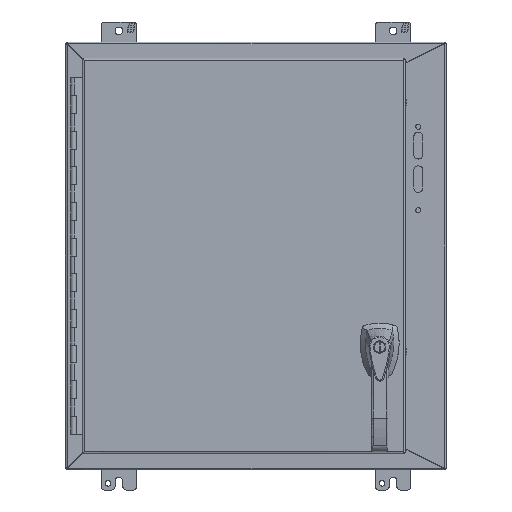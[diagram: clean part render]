
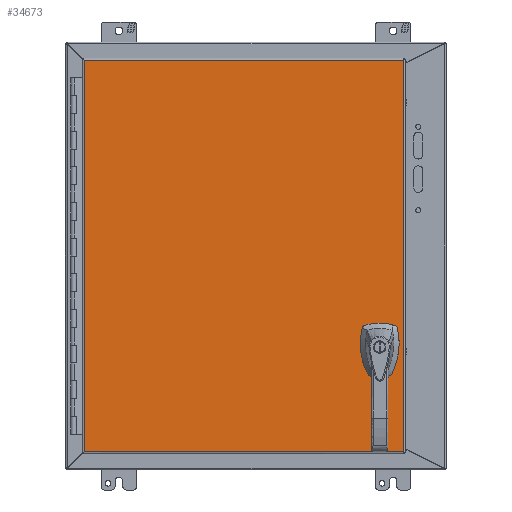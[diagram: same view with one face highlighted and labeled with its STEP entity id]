
A CAD part, front view. The second image highlights one B-rep face of the part: STEP entity #34673.
In plain terms, the highlighted planar face has unit normal (0, -1, 0).
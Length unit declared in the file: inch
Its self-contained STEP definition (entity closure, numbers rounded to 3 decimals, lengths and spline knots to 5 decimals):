
#583 = AXIS2_PLACEMENT_3D ( 'NONE', #34706, #17038, #5406 ) ;
#4915 = CARTESIAN_POINT ( 'NONE',  ( -9.7135, -8.87513, 10.986 ) ) ;
#5169 = DIRECTION ( 'NONE',  ( 1., 0., 0. ) ) ;
#5225 = VECTOR ( 'NONE', #43240, 39.37008 ) ;
#5406 = DIRECTION ( 'NONE',  ( 0., 0., -1. ) ) ;
#6454 = CARTESIAN_POINT ( 'NONE',  ( 6.9735, -8.87513, -5.109 ) ) ;
#7245 = ORIENTED_EDGE ( 'NONE', *, *, #49933, .T. ) ;
#7277 = EDGE_CURVE ( 'NONE', #13802, #13802, #65291, .T. ) ;
#7677 = ORIENTED_EDGE ( 'NONE', *, *, #59992, .T. ) ;
#9184 = CARTESIAN_POINT ( 'NONE',  ( 7.369, -8.87513, -5.30746 ) ) ;
#10137 = DIRECTION ( 'NONE',  ( 0., 0., -1. ) ) ;
#10578 = EDGE_CURVE ( 'NONE', #70988, #63132, #37889, .T. ) ;
#11560 = EDGE_CURVE ( 'NONE', #64887, #70988, #43032, .T. ) ;
#11744 = EDGE_CURVE ( 'NONE', #29792, #27056, #19481, .T. ) ;
#11785 = VECTOR ( 'NONE', #12252, 39.37008 ) ;
#12252 = DIRECTION ( 'NONE',  ( 0., 0., -1. ) ) ;
#12959 = EDGE_CURVE ( 'NONE', #63132, #77761, #16461, .T. ) ;
#13802 = VERTEX_POINT ( 'NONE', #84899 ) ;
#16461 = CIRCLE ( 'NONE', #74281, 0.4425 ) ;
#17038 = DIRECTION ( 'NONE',  ( 0., 1., 0. ) ) ;
#17336 = VERTEX_POINT ( 'NONE', #36989 ) ;
#17425 = FACE_BOUND ( 'NONE', #82880, .T. ) ;
#17480 = CARTESIAN_POINT ( 'NONE',  ( 7.17196, -8.87513, -4.7135 ) ) ;
#17512 = DIRECTION ( 'NONE',  ( 1., 0., 0. ) ) ;
#17857 = EDGE_CURVE ( 'NONE', #77761, #58617, #74456, .T. ) ;
#17955 = AXIS2_PLACEMENT_3D ( 'NONE', #69980, #42867, #10137 ) ;
#18396 = DIRECTION ( 'NONE',  ( 0., 0., -1. ) ) ;
#19481 = CIRCLE ( 'NONE', #81441, 0.4425 ) ;
#19939 = DIRECTION ( 'NONE',  ( 0., 0., 1. ) ) ;
#20186 = ORIENTED_EDGE ( 'NONE', *, *, #79337, .T. ) ;
#20584 = VECTOR ( 'NONE', #82605, 39.37008 ) ;
#20764 = EDGE_CURVE ( 'NONE', #58617, #27462, #54821, .T. ) ;
#23020 = FACE_BOUND ( 'NONE', #23193, .T. ) ;
#23193 = EDGE_LOOP ( 'NONE', ( #20186, #59341, #78420, #31784, #73259, #35323, #79640, #39367 ) ) ;
#23604 = DIRECTION ( 'NONE',  ( 0., 1., 0. ) ) ;
#24060 = CARTESIAN_POINT ( 'NONE',  ( -9.7135, -8.87513, -4.7135 ) ) ;
#24985 = CARTESIAN_POINT ( 'NONE',  ( -9.6055, -8.87513, -10.986 ) ) ;
#27042 = CARTESIAN_POINT ( 'NONE',  ( 6.578, -8.87513, -5.30746 ) ) ;
#27056 = VERTEX_POINT ( 'NONE', #27042 ) ;
#27377 = VECTOR ( 'NONE', #19939, 39.37008 ) ;
#27462 = VERTEX_POINT ( 'NONE', #38099 ) ;
#27471 = DIRECTION ( 'NONE',  ( 0., 1., 0. ) ) ;
#28232 = VECTOR ( 'NONE', #61963, 39.37008 ) ;
#28779 = DIRECTION ( 'NONE',  ( 0., 0., -1. ) ) ;
#29792 = VERTEX_POINT ( 'NONE', #73525 ) ;
#31784 = ORIENTED_EDGE ( 'NONE', *, *, #11560, .T. ) ;
#32998 = VECTOR ( 'NONE', #82148, 39.37008 ) ;
#34673 = ADVANCED_FACE ( 'NONE', ( #23020, #75214, #17425 ), #75644, .T. ) ;
#34706 = CARTESIAN_POINT ( 'NONE',  ( 6.9735, -8.87513, -6.447 ) ) ;
#34926 = EDGE_LOOP ( 'NONE', ( #7245, #78123, #83669, #7677 ) ) ;
#35323 = ORIENTED_EDGE ( 'NONE', *, *, #12959, .T. ) ;
#36989 = CARTESIAN_POINT ( 'NONE',  ( -9.6055, -8.87513, 10.986 ) ) ;
#37889 = LINE ( 'NONE', #24060, #58030 ) ;
#38099 = CARTESIAN_POINT ( 'NONE',  ( 7.17196, -8.87513, -5.5045 ) ) ;
#38942 = AXIS2_PLACEMENT_3D ( 'NONE', #6454, #27471, #53867 ) ;
#39367 = ORIENTED_EDGE ( 'NONE', *, *, #20764, .T. ) ;
#42867 = DIRECTION ( 'NONE',  ( 0., -1., 0. ) ) ;
#43032 = CIRCLE ( 'NONE', #38942, 0.4425 ) ;
#43240 = DIRECTION ( 'NONE',  ( -1., 0., 0. ) ) ;
#43421 = DIRECTION ( 'NONE',  ( 0., 1., 0. ) ) ;
#43471 = VERTEX_POINT ( 'NONE', #24985 ) ;
#45440 = LINE ( 'NONE', #79034, #11785 ) ;
#46172 = CARTESIAN_POINT ( 'NONE',  ( 7.369, -8.87513, -4.91054 ) ) ;
#48966 = LINE ( 'NONE', #62766, #32998 ) ;
#48996 = CARTESIAN_POINT ( 'NONE',  ( -9.7135, -8.87513, -5.5045 ) ) ;
#49416 = LINE ( 'NONE', #70065, #78723 ) ;
#49933 = EDGE_CURVE ( 'NONE', #70100, #76065, #48966, .T. ) ;
#51122 = CARTESIAN_POINT ( 'NONE',  ( 6.578, -8.87513, -4.91054 ) ) ;
#53867 = DIRECTION ( 'NONE',  ( 0., 0., -1. ) ) ;
#54035 = CARTESIAN_POINT ( 'NONE',  ( 8.3035, -8.87513, -10.986 ) ) ;
#54821 = CIRCLE ( 'NONE', #79534, 0.4425 ) ;
#56403 = CARTESIAN_POINT ( 'NONE',  ( 6.9735, -8.87513, -5.109 ) ) ;
#58030 = VECTOR ( 'NONE', #5169, 39.37008 ) ;
#58617 = VERTEX_POINT ( 'NONE', #9184 ) ;
#59341 = ORIENTED_EDGE ( 'NONE', *, *, #11744, .T. ) ;
#59624 = CARTESIAN_POINT ( 'NONE',  ( 6.9735, -8.87513, -5.109 ) ) ;
#59992 = EDGE_CURVE ( 'NONE', #43471, #70100, #49416, .T. ) ;
#61963 = DIRECTION ( 'NONE',  ( 0., 0., -1. ) ) ;
#62766 = CARTESIAN_POINT ( 'NONE',  ( 8.3035, -8.87513, -11.094 ) ) ;
#63132 = VERTEX_POINT ( 'NONE', #17480 ) ;
#63916 = LINE ( 'NONE', #4915, #5225 ) ;
#63955 = CARTESIAN_POINT ( 'NONE',  ( 7.369, -8.87513, -11.094 ) ) ;
#64887 = VERTEX_POINT ( 'NONE', #51122 ) ;
#65291 = CIRCLE ( 'NONE', #583, 0.167 ) ;
#69980 = CARTESIAN_POINT ( 'NONE',  ( -9.7135, -8.87513, -11.094 ) ) ;
#70065 = CARTESIAN_POINT ( 'NONE',  ( -9.7135, -8.87513, -10.986 ) ) ;
#70100 = VERTEX_POINT ( 'NONE', #54035 ) ;
#70559 = EDGE_CURVE ( 'NONE', #17336, #43471, #45440, .T. ) ;
#70988 = VERTEX_POINT ( 'NONE', #82026 ) ;
#72065 = CARTESIAN_POINT ( 'NONE',  ( 6.578, -8.87513, -11.094 ) ) ;
#72201 = EDGE_CURVE ( 'NONE', #76065, #17336, #63916, .T. ) ;
#72495 = LINE ( 'NONE', #72065, #27377 ) ;
#72941 = DIRECTION ( 'NONE',  ( 0., 0., -1. ) ) ;
#73259 = ORIENTED_EDGE ( 'NONE', *, *, #10578, .T. ) ;
#73525 = CARTESIAN_POINT ( 'NONE',  ( 6.77504, -8.87513, -5.5045 ) ) ;
#74281 = AXIS2_PLACEMENT_3D ( 'NONE', #59624, #80267, #72941 ) ;
#74456 = LINE ( 'NONE', #63955, #28232 ) ;
#75214 = FACE_OUTER_BOUND ( 'NONE', #34926, .T. ) ;
#75644 = PLANE ( 'NONE',  #17955 ) ;
#76065 = VERTEX_POINT ( 'NONE', #82447 ) ;
#77761 = VERTEX_POINT ( 'NONE', #46172 ) ;
#78123 = ORIENTED_EDGE ( 'NONE', *, *, #72201, .T. ) ;
#78420 = ORIENTED_EDGE ( 'NONE', *, *, #78460, .T. ) ;
#78460 = EDGE_CURVE ( 'NONE', #27056, #64887, #72495, .T. ) ;
#78723 = VECTOR ( 'NONE', #17512, 39.37008 ) ;
#79034 = CARTESIAN_POINT ( 'NONE',  ( -9.6055, -8.87513, -11.094 ) ) ;
#79337 = EDGE_CURVE ( 'NONE', #27462, #29792, #82179, .T. ) ;
#79534 = AXIS2_PLACEMENT_3D ( 'NONE', #82705, #23604, #28779 ) ;
#79640 = ORIENTED_EDGE ( 'NONE', *, *, #17857, .T. ) ;
#80267 = DIRECTION ( 'NONE',  ( 0., 1., 0. ) ) ;
#81320 = ORIENTED_EDGE ( 'NONE', *, *, #7277, .T. ) ;
#81441 = AXIS2_PLACEMENT_3D ( 'NONE', #56403, #43421, #18396 ) ;
#82026 = CARTESIAN_POINT ( 'NONE',  ( 6.77504, -8.87513, -4.7135 ) ) ;
#82148 = DIRECTION ( 'NONE',  ( 0., 0., 1. ) ) ;
#82179 = LINE ( 'NONE', #48996, #20584 ) ;
#82447 = CARTESIAN_POINT ( 'NONE',  ( 8.3035, -8.87513, 10.986 ) ) ;
#82605 = DIRECTION ( 'NONE',  ( -1., 0., 0. ) ) ;
#82705 = CARTESIAN_POINT ( 'NONE',  ( 6.9735, -8.87513, -5.109 ) ) ;
#82880 = EDGE_LOOP ( 'NONE', ( #81320 ) ) ;
#83669 = ORIENTED_EDGE ( 'NONE', *, *, #70559, .T. ) ;
#84899 = CARTESIAN_POINT ( 'NONE',  ( 6.9735, -8.87513, -6.614 ) ) ;
